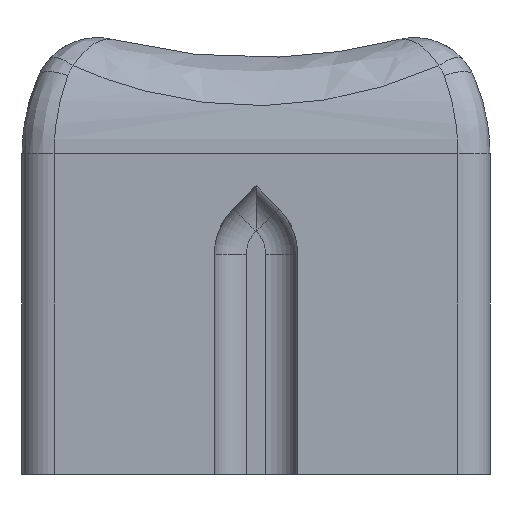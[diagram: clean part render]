
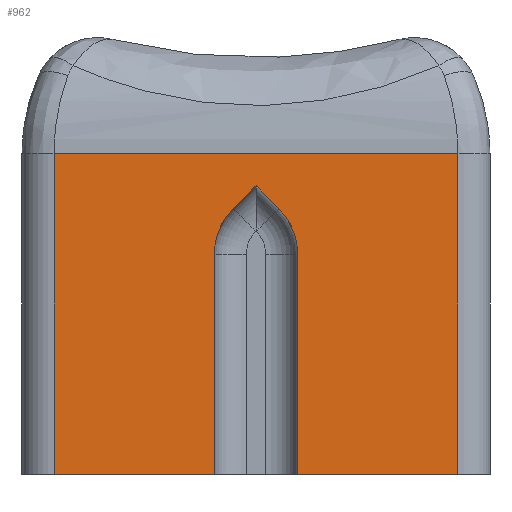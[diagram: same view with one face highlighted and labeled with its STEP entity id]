
A CAD part, front view. The second image highlights one B-rep face of the part: STEP entity #962.
In plain terms, the highlighted planar face has unit normal (0, -1, 0).
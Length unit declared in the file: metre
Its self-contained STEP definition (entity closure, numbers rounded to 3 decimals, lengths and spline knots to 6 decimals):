
#110=CIRCLE('',#1038,0.001);
#111=CIRCLE('',#1039,0.001);
#158=ORIENTED_EDGE('',*,*,#464,.F.);
#159=ORIENTED_EDGE('',*,*,#465,.T.);
#160=ORIENTED_EDGE('',*,*,#466,.T.);
#161=ORIENTED_EDGE('',*,*,#467,.T.);
#162=ORIENTED_EDGE('',*,*,#468,.T.);
#163=ORIENTED_EDGE('',*,*,#469,.T.);
#164=ORIENTED_EDGE('',*,*,#470,.F.);
#165=ORIENTED_EDGE('',*,*,#471,.T.);
#166=ORIENTED_EDGE('',*,*,#472,.T.);
#167=ORIENTED_EDGE('',*,*,#473,.T.);
#168=ORIENTED_EDGE('',*,*,#474,.F.);
#464=EDGE_CURVE('',#617,#618,#711,.T.);
#465=EDGE_CURVE('',#617,#619,#110,.F.);
#466=EDGE_CURVE('',#619,#620,#712,.F.);
#467=EDGE_CURVE('',#620,#621,#713,.F.);
#468=EDGE_CURVE('',#621,#622,#111,.F.);
#469=EDGE_CURVE('',#622,#623,#714,.T.);
#470=EDGE_CURVE('',#624,#623,#715,.T.);
#471=EDGE_CURVE('',#624,#625,#716,.F.);
#472=EDGE_CURVE('',#625,#626,#717,.T.);
#473=EDGE_CURVE('',#626,#627,#718,.T.);
#474=EDGE_CURVE('',#618,#627,#719,.T.);
#617=VERTEX_POINT('',#1401);
#618=VERTEX_POINT('',#1402);
#619=VERTEX_POINT('',#1404);
#620=VERTEX_POINT('',#1406);
#621=VERTEX_POINT('',#1408);
#622=VERTEX_POINT('',#1410);
#623=VERTEX_POINT('',#1412);
#624=VERTEX_POINT('',#1414);
#625=VERTEX_POINT('',#1416);
#626=VERTEX_POINT('',#1418);
#627=VERTEX_POINT('',#1420);
#711=LINE('',#1400,#767);
#712=LINE('',#1405,#768);
#713=LINE('',#1407,#769);
#714=LINE('',#1411,#770);
#715=LINE('',#1413,#771);
#716=LINE('',#1415,#772);
#717=LINE('',#1417,#773);
#718=LINE('',#1419,#774);
#719=LINE('',#1421,#775);
#767=VECTOR('',#1142,1.);
#768=VECTOR('',#1145,1.);
#769=VECTOR('',#1146,1.);
#770=VECTOR('',#1149,1.);
#771=VECTOR('',#1150,1.);
#772=VECTOR('',#1151,1.);
#773=VECTOR('',#1152,1.);
#774=VECTOR('',#1153,1.);
#775=VECTOR('',#1154,1.);
#823=EDGE_LOOP('',(#158,#159,#160,#161,#162,#163,#164,#165,#166,#167,#168));
#885=FACE_BOUND('',#823,.T.);
#948=PLANE('',#1037);
#962=ADVANCED_FACE('',(#885),#948,.T.);
#1037=AXIS2_PLACEMENT_3D('',#1399,#1140,#1141);
#1038=AXIS2_PLACEMENT_3D('',#1403,#1143,#1144);
#1039=AXIS2_PLACEMENT_3D('',#1409,#1147,#1148);
#1140=DIRECTION('',(0.,-1.,0.));
#1141=DIRECTION('',(1.,0.,0.));
#1142=DIRECTION('',(0.,0.,-1.));
#1143=DIRECTION('',(0.,-1.,0.));
#1144=DIRECTION('',(1.,0.,0.));
#1145=DIRECTION('',(-0.707,0.,-0.707));
#1146=DIRECTION('',(-0.707,0.,0.707));
#1147=DIRECTION('',(0.,-1.,0.));
#1148=DIRECTION('',(1.,0.,0.));
#1149=DIRECTION('',(0.,0.,-1.));
#1150=DIRECTION('',(-1.,0.,0.));
#1151=DIRECTION('',(0.,0.,-1.));
#1152=DIRECTION('',(-1.,0.,0.));
#1153=DIRECTION('',(0.,0.,-1.));
#1154=DIRECTION('',(-1.,0.,0.));
#1399=CARTESIAN_POINT('',(0.,-0.00525,0.008));
#1400=CARTESIAN_POINT('',(-0.00065,-0.00525,0.0045));
#1401=CARTESIAN_POINT('',(-0.00065,-0.00525,0.003436));
#1402=CARTESIAN_POINT('',(-0.00065,-0.00525,0.));
#1403=CARTESIAN_POINT('',(0.00035,-0.00525,0.003436));
#1404=CARTESIAN_POINT('',(-0.000357,-0.00525,0.004143));
#1405=CARTESIAN_POINT('',(-0.00065,-0.00525,0.00385));
#1406=CARTESIAN_POINT('',(0.,-0.00525,0.0045));
#1407=CARTESIAN_POINT('',(0.00065,-0.00525,0.00385));
#1408=CARTESIAN_POINT('',(0.000357,-0.00525,0.004143));
#1409=CARTESIAN_POINT('',(-0.00035,-0.00525,0.003436));
#1410=CARTESIAN_POINT('',(0.00065,-0.00525,0.003436));
#1411=CARTESIAN_POINT('',(0.00065,-0.00525,0.0045));
#1412=CARTESIAN_POINT('',(0.00065,-0.00525,0.));
#1413=CARTESIAN_POINT('',(0.,-0.00525,0.));
#1414=CARTESIAN_POINT('',(0.00315,-0.00525,0.));
#1415=CARTESIAN_POINT('',(0.00315,-0.00525,0.008));
#1416=CARTESIAN_POINT('',(0.00315,-0.00525,0.005));
#1417=CARTESIAN_POINT('',(0.,-0.00525,0.005));
#1418=CARTESIAN_POINT('',(-0.00315,-0.00525,0.005));
#1419=CARTESIAN_POINT('',(-0.00315,-0.00525,0.008));
#1420=CARTESIAN_POINT('',(-0.00315,-0.00525,0.));
#1421=CARTESIAN_POINT('',(0.,-0.00525,0.));
